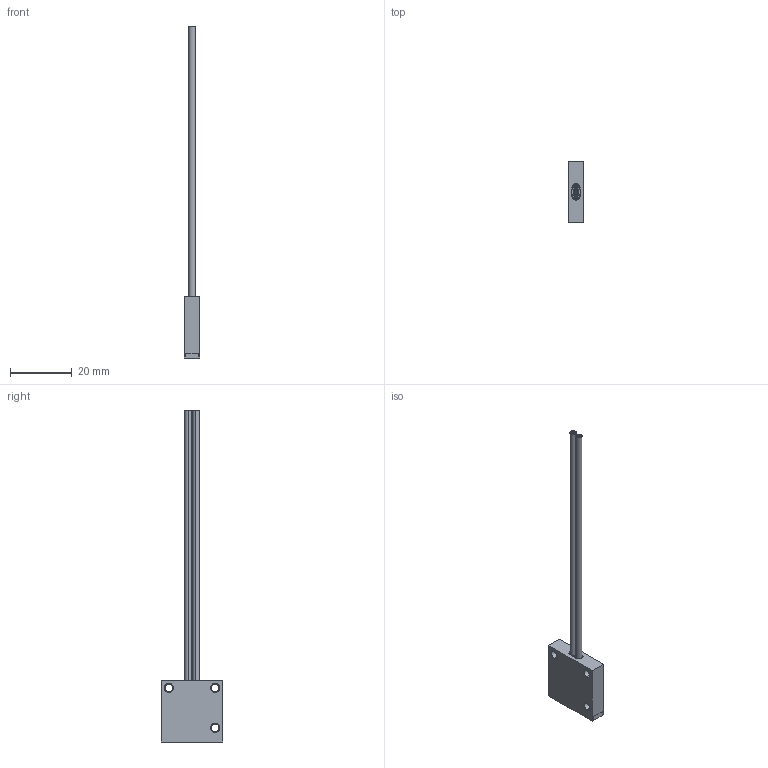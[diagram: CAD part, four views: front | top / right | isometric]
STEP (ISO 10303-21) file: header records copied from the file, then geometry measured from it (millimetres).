
FILE_DESCRIPTION((''),'2;1');
FILE_NAME('176184_ASM','2016-01-05T',('pdmadmin'),(''),'PRO/ENGINEER BY PARAMETRIC TECHNOLOGY CORPORATION, 2013230','PRO/ENGINEER BY PARAMETRIC TECHNOLOGY CORPORATION, 2013230','');
FILE_SCHEMA(('CONFIG_CONTROL_DESIGN'));
Length unit declared in the file: inch
Products named in the file (5): 39157; 39151; 10143; FIBER_CORE_010_0-25; 176184_ASM
Assembly tree (5 placements, depth 2):
  176184_ASM
    39157
    39151
    10143  x2
    FIBER_CORE_010_0-25
Bounding box: 5.08 x 20.07 x 107.72 mm (x, y, z)
Volume: 2062.3 mm3; surface area: 6033.2 mm2
Topology: 19 solids, 22 shells, 266 faces, 639 edges, 426 vertices
Faces by surface type: cylinder 151, plane 114, torus 1
Entity records: 6038 total; most frequent: DIRECTION 1116, CARTESIAN_POINT 1013, ORIENTED_EDGE 930, EDGE_CURVE 471, AXIS2_PLACEMENT_3D 452, VERTEX_POINT 314, EDGE_LOOP 269, CIRCLE 253
